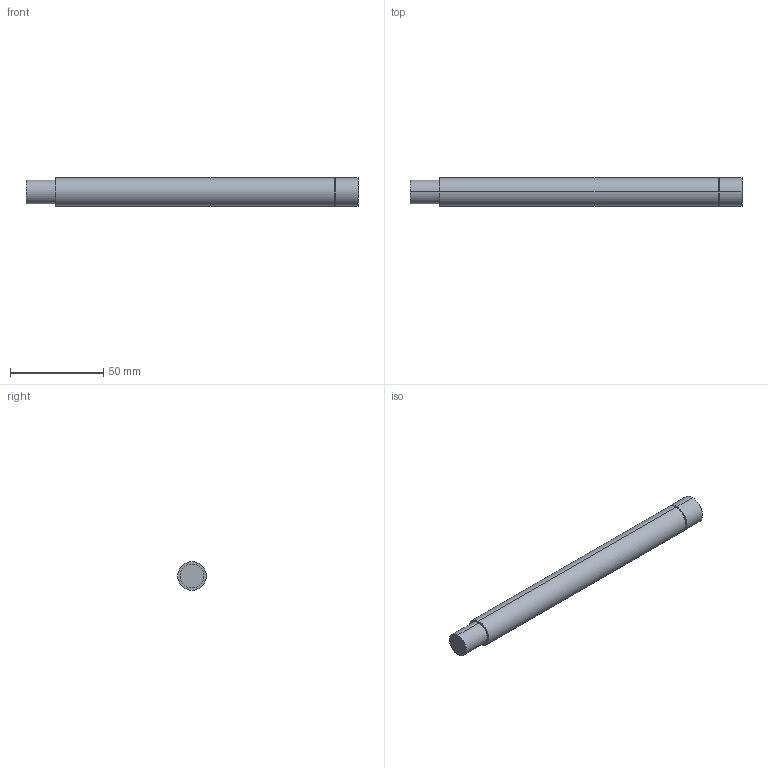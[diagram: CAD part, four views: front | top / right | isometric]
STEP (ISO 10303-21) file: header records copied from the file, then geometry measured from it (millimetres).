
FILE_DESCRIPTION (( 'STEP AP214' ), '1' );
FILE_NAME ('Offset Shaft.STEP', '2017-12-07T20:52:07', ( 'Doc' ), ( '' ), 'SwSTEP 2.0', 'SolidWorks 2017', '' );
FILE_SCHEMA (( 'AUTOMOTIVE_DESIGN' ));
Length unit declared in the file: inch
Products named in the file (1): Offset Shaft
Bounding box: 177.8 x 15.24 x 15.24 mm (x, y, z)
Volume: 31519.9 mm3; surface area: 8818.9 mm2
Topology: 1 solids, 1 shells, 13 faces, 24 edges, 16 vertices
Faces by surface type: cylinder 8, plane 5
Entity records: 374 total; most frequent: DIRECTION 68, CARTESIAN_POINT 54, ORIENTED_EDGE 48, AXIS2_PLACEMENT_3D 30, EDGE_CURVE 24, CIRCLE 16, EDGE_LOOP 16, VERTEX_POINT 16
